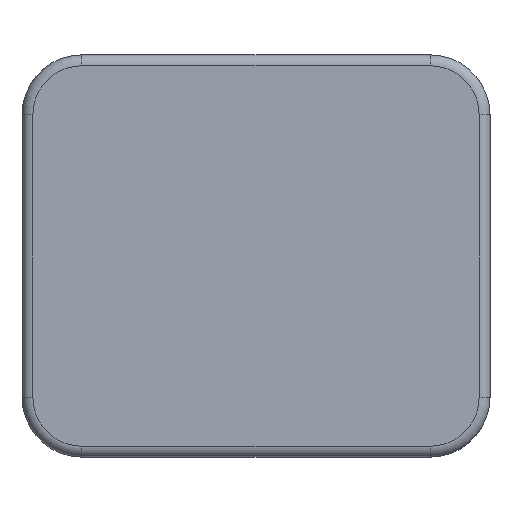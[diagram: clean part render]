
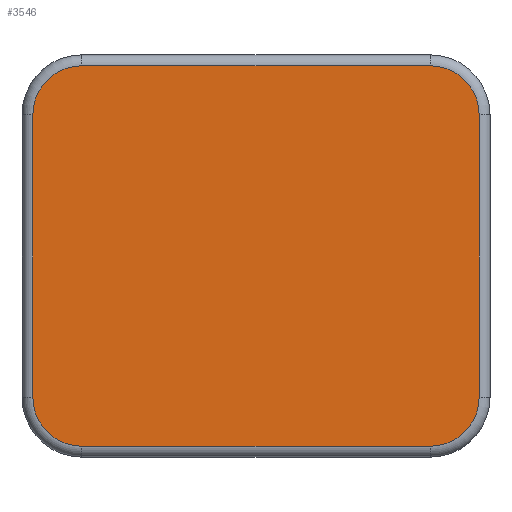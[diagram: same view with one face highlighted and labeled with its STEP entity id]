
A CAD part, front view. The second image highlights one B-rep face of the part: STEP entity #3546.
In plain terms, the highlighted planar face has unit normal (0, -1, 0).
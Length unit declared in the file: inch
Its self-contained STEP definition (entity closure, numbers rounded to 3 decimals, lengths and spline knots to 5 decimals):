
#835=CIRCLE('',#3816,0.225);
#839=CIRCLE('',#3822,0.225);
#843=CIRCLE('',#3828,0.225);
#846=CIRCLE('',#3833,0.225);
#894=FACE_OUTER_BOUND('',#1191,.T.);
#1191=EDGE_LOOP('',(#2787,#2788,#2789,#2790,#2791,#2792,#2793,#2794));
#1505=LINE('',#5203,#1583);
#1506=LINE('',#5214,#1584);
#1508=LINE('',#5226,#1586);
#1510=LINE('',#5238,#1588);
#1583=VECTOR('',#4368,0.3937);
#1584=VECTOR('',#4381,0.3937);
#1586=VECTOR('',#4395,0.3937);
#1588=VECTOR('',#4409,0.3937);
#1726=VERTEX_POINT('',#5196);
#1729=VERTEX_POINT('',#5201);
#1731=VERTEX_POINT('',#5206);
#1733=VERTEX_POINT('',#5212);
#1735=VERTEX_POINT('',#5218);
#1737=VERTEX_POINT('',#5224);
#1739=VERTEX_POINT('',#5230);
#1741=VERTEX_POINT('',#5236);
#2095=EDGE_CURVE('',#1729,#1726,#1505,.T.);
#2097=EDGE_CURVE('',#1731,#1729,#835,.T.);
#2100=EDGE_CURVE('',#1733,#1731,#1506,.T.);
#2103=EDGE_CURVE('',#1735,#1733,#839,.T.);
#2106=EDGE_CURVE('',#1737,#1735,#1508,.T.);
#2109=EDGE_CURVE('',#1739,#1737,#843,.T.);
#2112=EDGE_CURVE('',#1741,#1739,#1510,.T.);
#2114=EDGE_CURVE('',#1726,#1741,#846,.T.);
#2787=ORIENTED_EDGE('',*,*,#2095,.F.);
#2788=ORIENTED_EDGE('',*,*,#2097,.F.);
#2789=ORIENTED_EDGE('',*,*,#2100,.F.);
#2790=ORIENTED_EDGE('',*,*,#2103,.F.);
#2791=ORIENTED_EDGE('',*,*,#2106,.F.);
#2792=ORIENTED_EDGE('',*,*,#2109,.F.);
#2793=ORIENTED_EDGE('',*,*,#2112,.F.);
#2794=ORIENTED_EDGE('',*,*,#2114,.F.);
#3499=PLANE('',#3902);
#3546=ADVANCED_FACE('',(#894),#3499,.T.);
#3816=AXIS2_PLACEMENT_3D('',#5208,#4373,#4374);
#3822=AXIS2_PLACEMENT_3D('',#5220,#4387,#4388);
#3828=AXIS2_PLACEMENT_3D('',#5232,#4401,#4402);
#3833=AXIS2_PLACEMENT_3D('',#5241,#4413,#4414);
#3902=AXIS2_PLACEMENT_3D('',#5378,#4556,#4557);
#4368=DIRECTION('',(-1.,0.,0.));
#4373=DIRECTION('center_axis',(0.,1.,0.));
#4374=DIRECTION('ref_axis',(0.707,0.,-0.707));
#4381=DIRECTION('',(0.,0.,-1.));
#4387=DIRECTION('center_axis',(0.,1.,0.));
#4388=DIRECTION('ref_axis',(0.707,0.,0.707));
#4395=DIRECTION('',(1.,0.,0.));
#4401=DIRECTION('center_axis',(0.,1.,0.));
#4402=DIRECTION('ref_axis',(-0.707,0.,0.707));
#4409=DIRECTION('',(0.,0.,1.));
#4413=DIRECTION('center_axis',(0.,1.,0.));
#4414=DIRECTION('ref_axis',(-0.707,0.,-0.707));
#4556=DIRECTION('center_axis',(0.,-1.,0.));
#4557=DIRECTION('ref_axis',(1.,0.,0.));
#5196=CARTESIAN_POINT('',(-0.29043,-4.75,-0.67456));
#5201=CARTESIAN_POINT('',(1.31207,-4.75,-0.67456));
#5203=CARTESIAN_POINT('',(0.1102,-4.75,-0.67456));
#5206=CARTESIAN_POINT('',(1.53707,-4.75,-0.44956));
#5208=CARTESIAN_POINT('Origin',(1.31207,-4.75,-0.44956));
#5212=CARTESIAN_POINT('',(1.53707,-4.75,0.85044));
#5214=CARTESIAN_POINT('',(1.53707,-4.75,-0.12456));
#5218=CARTESIAN_POINT('',(1.31207,-4.75,1.07544));
#5220=CARTESIAN_POINT('Origin',(1.31207,-4.75,0.85044));
#5224=CARTESIAN_POINT('',(-0.29043,-4.75,1.07544));
#5226=CARTESIAN_POINT('',(0.91145,-4.75,1.07544));
#5230=CARTESIAN_POINT('',(-0.51543,-4.75,0.85044));
#5232=CARTESIAN_POINT('Origin',(-0.29043,-4.75,0.85044));
#5236=CARTESIAN_POINT('',(-0.51543,-4.75,-0.44956));
#5238=CARTESIAN_POINT('',(-0.51543,-4.75,0.52544));
#5241=CARTESIAN_POINT('Origin',(-0.29043,-4.75,-0.44956));
#5378=CARTESIAN_POINT('Origin',(0.51082,-4.75,0.20044));
